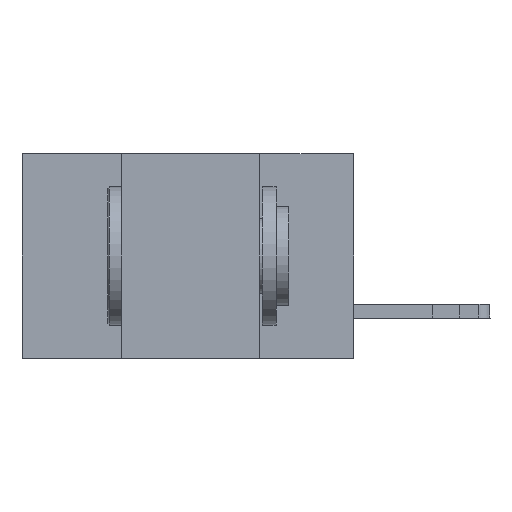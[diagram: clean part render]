
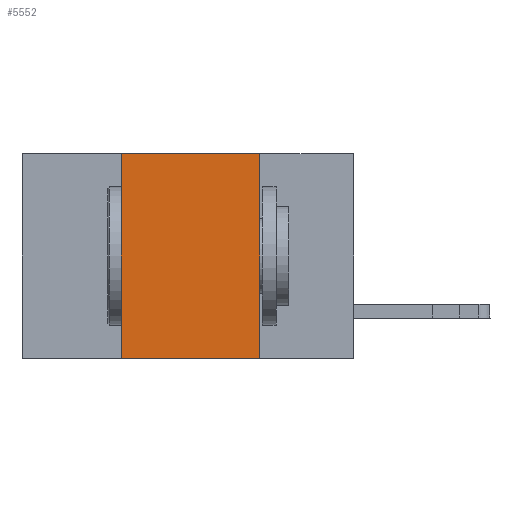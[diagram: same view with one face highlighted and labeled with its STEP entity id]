
A CAD part, left-side view. The second image highlights one B-rep face of the part: STEP entity #5552.
In plain terms, the highlighted planar face has unit normal (-1, 0, 0).
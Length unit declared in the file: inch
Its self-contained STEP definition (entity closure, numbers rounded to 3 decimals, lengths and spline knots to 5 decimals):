
#649 = CARTESIAN_POINT ( 'NONE',  ( 0., 0.42, 0. ) ) ;
#1533 = DIRECTION ( 'NONE',  ( 0., -1., 0. ) ) ;
#2139 = FACE_OUTER_BOUND ( 'NONE', #26316, .T. ) ;
#2732 = AXIS2_PLACEMENT_3D ( 'NONE', #5466, #5367, #9646 ) ;
#2994 = DIRECTION ( 'NONE',  ( 0., 0., 1. ) ) ;
#4941 = LINE ( 'NONE', #649, #15627 ) ;
#5367 = DIRECTION ( 'NONE',  ( 1., 0., 0. ) ) ;
#5466 = CARTESIAN_POINT ( 'NONE',  ( 0., 0.6, 0. ) ) ;
#5552 = ADVANCED_FACE ( 'NONE', ( #2139 ), #15964, .F. ) ;
#5868 = CARTESIAN_POINT ( 'NONE',  ( 0., 0.6, 0. ) ) ;
#6297 = EDGE_CURVE ( 'NONE', #13624, #8321, #19338, .T. ) ;
#7955 = CARTESIAN_POINT ( 'NONE',  ( 0., 0.17, 0. ) ) ;
#8321 = VERTEX_POINT ( 'NONE', #16991 ) ;
#8907 = ORIENTED_EDGE ( 'NONE', *, *, #21427, .F. ) ;
#9646 = DIRECTION ( 'NONE',  ( 0., 0., -1. ) ) ;
#10174 = EDGE_CURVE ( 'NONE', #20434, #19433, #22288, .T. ) ;
#11367 = ORIENTED_EDGE ( 'NONE', *, *, #6297, .F. ) ;
#12193 = CARTESIAN_POINT ( 'NONE',  ( 0., 0.6, -0.37 ) ) ;
#13322 = CARTESIAN_POINT ( 'NONE',  ( 0., 0.42, 0. ) ) ;
#13624 = VERTEX_POINT ( 'NONE', #13322 ) ;
#14393 = CARTESIAN_POINT ( 'NONE',  ( 0., 0.42, -0.37 ) ) ;
#14488 = DIRECTION ( 'NONE',  ( 0., -1., 0. ) ) ;
#15627 = VECTOR ( 'NONE', #2994, 39.37008 ) ;
#15964 = PLANE ( 'NONE',  #2732 ) ;
#16521 = LINE ( 'NONE', #7955, #24184 ) ;
#16991 = CARTESIAN_POINT ( 'NONE',  ( 0., 0.17, 0. ) ) ;
#17795 = VECTOR ( 'NONE', #14488, 39.37008 ) ;
#18690 = VECTOR ( 'NONE', #1533, 39.37008 ) ;
#19338 = LINE ( 'NONE', #5868, #18690 ) ;
#19433 = VERTEX_POINT ( 'NONE', #21449 ) ;
#20434 = VERTEX_POINT ( 'NONE', #14393 ) ;
#20617 = ORIENTED_EDGE ( 'NONE', *, *, #23625, .F. ) ;
#21427 = EDGE_CURVE ( 'NONE', #20434, #13624, #4941, .T. ) ;
#21449 = CARTESIAN_POINT ( 'NONE',  ( 0., 0.17, -0.37 ) ) ;
#22288 = LINE ( 'NONE', #12193, #17795 ) ;
#22818 = DIRECTION ( 'NONE',  ( 0., 0., -1. ) ) ;
#23303 = ORIENTED_EDGE ( 'NONE', *, *, #10174, .T. ) ;
#23625 = EDGE_CURVE ( 'NONE', #8321, #19433, #16521, .T. ) ;
#24184 = VECTOR ( 'NONE', #22818, 39.37008 ) ;
#26316 = EDGE_LOOP ( 'NONE', ( #20617, #11367, #8907, #23303 ) ) ;
